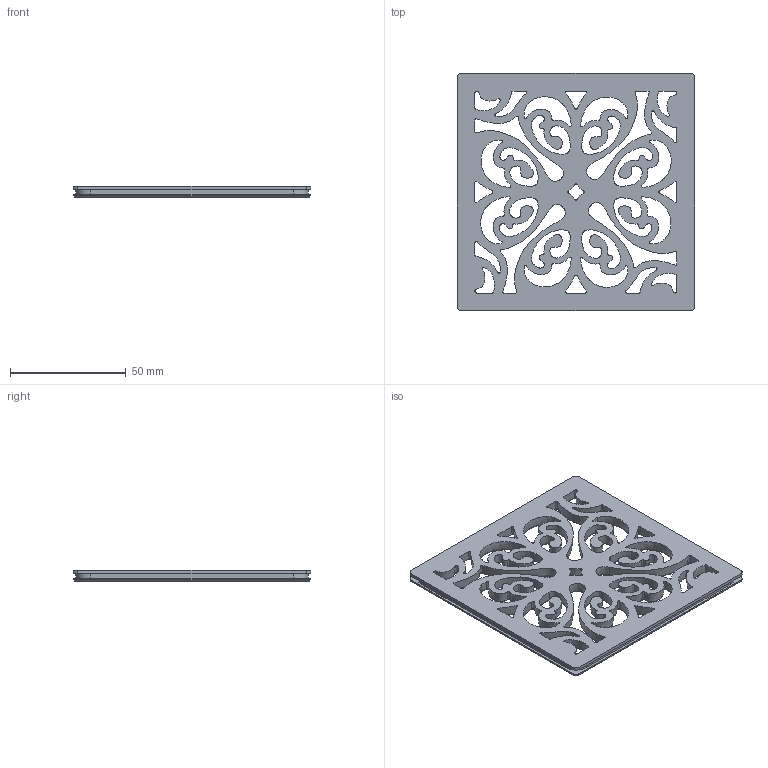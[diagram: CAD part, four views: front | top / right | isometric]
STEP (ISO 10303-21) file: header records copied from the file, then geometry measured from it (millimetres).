
FILE_DESCRIPTION((''),'2;1');
FILE_NAME('51010','2021-09-17T12:22:41',('rsmith'),(''),'CREO PARAMETRIC BY PTC INC, 2018400','CREO PARAMETRIC BY PTC INC, 2018400','');
FILE_SCHEMA(('AUTOMOTIVE_DESIGN { 1 0 10303 214 1 1 1 1 }'));
Products named in the file (1): 51010
Bounding box: 102.74 x 102.74 x 4.78 mm (x, y, z)
Volume: 30830.9 mm3; surface area: 25454.8 mm2
Topology: 1 solids, 1 shells, 412 faces, 1028 edges, 620 vertices
Faces by surface type: bspline 192, cone 80, torus 76, plane 36, cylinder 28
Entity records: 43675 total; most frequent: CARTESIAN_POINT 31450, ORIENTED_EDGE 2056, DIRECTION 1592, PRESENTATION_STYLE_ASSIGNMENT 1029, STYLED_ITEM 1029, CURVE_STYLE 1028, EDGE_CURVE 1028, AXIS2_PLACEMENT_3D 664
